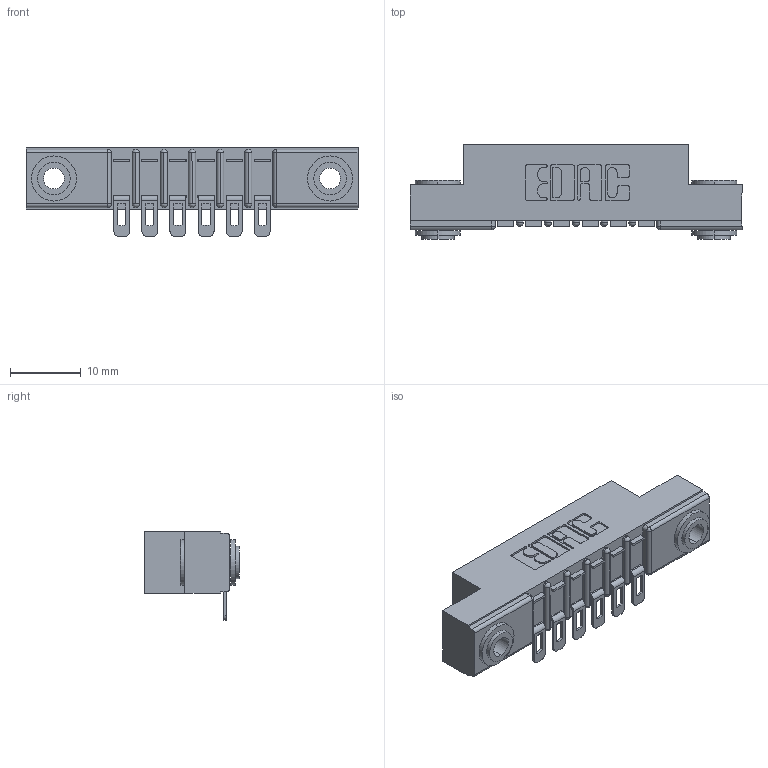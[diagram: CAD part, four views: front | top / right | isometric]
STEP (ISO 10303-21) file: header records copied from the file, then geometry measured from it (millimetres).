
FILE_DESCRIPTION (( 'STEP AP203' ), '1' );
FILE_NAME ('307-006-554-103.STEP', '2018-08-02T19:09:54', ( '' ), ( '' ), 'SwSTEP 2.0', 'SolidWorks 2016', '' );
FILE_SCHEMA (( 'CONFIG_CONTROL_DESIGN' ));
Length unit declared in the file: inch
Products named in the file (4): 307 Part_.156 Dia Mounting Holes; 307-290-002_554; 345-250-002_345-250-002-102; 307-006-554-103
Assembly tree (9 placements, depth 2):
  307-006-554-103
    307 Part_.156 Dia Mounting Holes
    307-290-002_554  x6
    345-250-002_345-250-002-102  x2
Bounding box: 46.79 x 13.36 x 12.52 mm (x, y, z)
Volume: 3083.9 mm3; surface area: 4988 mm2
Topology: 9 solids, 9 shells, 663 faces, 1953 edges, 1278 vertices
Faces by surface type: plane 370, cylinder 271, sphere 14, cone 8
Entity records: 11612 total; most frequent: CARTESIAN_POINT 1931, DIRECTION 1914, ORIENTED_EDGE 1912, EDGE_CURVE 956, VECTOR 700, LINE 700, VERTEX_POINT 624, AXIS2_PLACEMENT_3D 607
